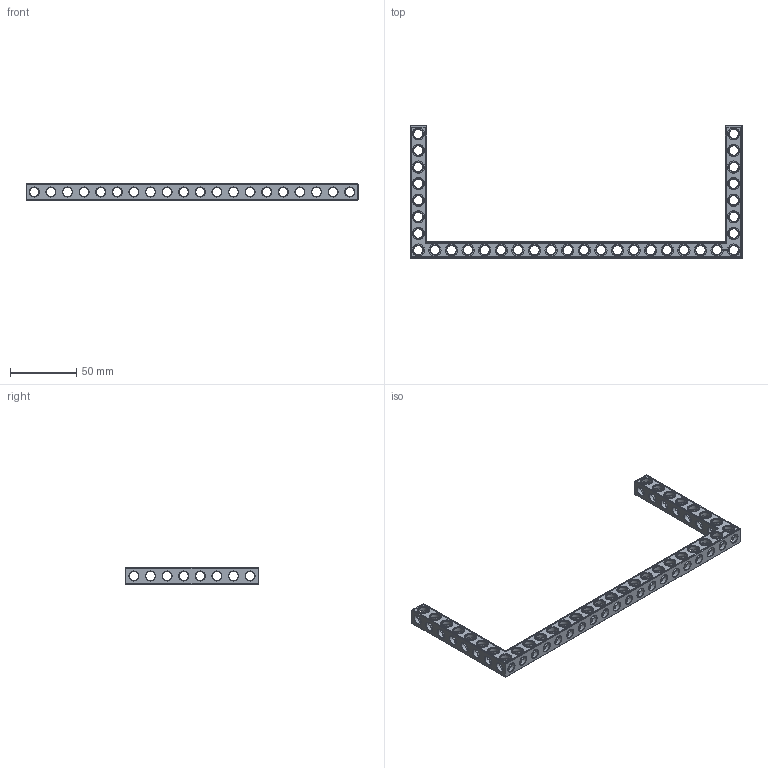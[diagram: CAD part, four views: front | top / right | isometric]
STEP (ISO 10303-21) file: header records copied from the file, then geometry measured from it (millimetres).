
FILE_DESCRIPTION(('FreeCAD Model'),'2;1');
FILE_NAME('Open CASCADE Shape Model','2022-03-09T23:05:59',('Author'),( ''),'Open CASCADE STEP processor 7.5','FreeCAD','Unknown');
FILE_SCHEMA(('AUTOMOTIVE_DESIGN { 1 0 10303 214 1 1 1 1 }'));
Products named in the file (1): Beam AGD ESS USH SYM BU20x08x01 - SPN-BEM-0638 (stemfie.org)
Bounding box: 250 x 100 x 12.5 mm (x, y, z)
Volume: 33211.3 mm3; surface area: 29687.6 mm2
Topology: 1 solids, 1 shells, 953 faces, 2904 edges, 1886 vertices
Faces by surface type: plane 404, extrusion 206, cylinder 205, cone 138
Full cylindrical faces by diameter (mm): 6.98 x18, 7 x153, 9.2 x34
Entity records: 149421 total; most frequent: CARTESIAN_POINT 95317, DIRECTION 8728, ORIENTED_EDGE 5808, PCURVE 5808, DEFINITIONAL_REPRESENTATION 5808, VECTOR 5444, LINE 5238, EDGE_CURVE 2904
